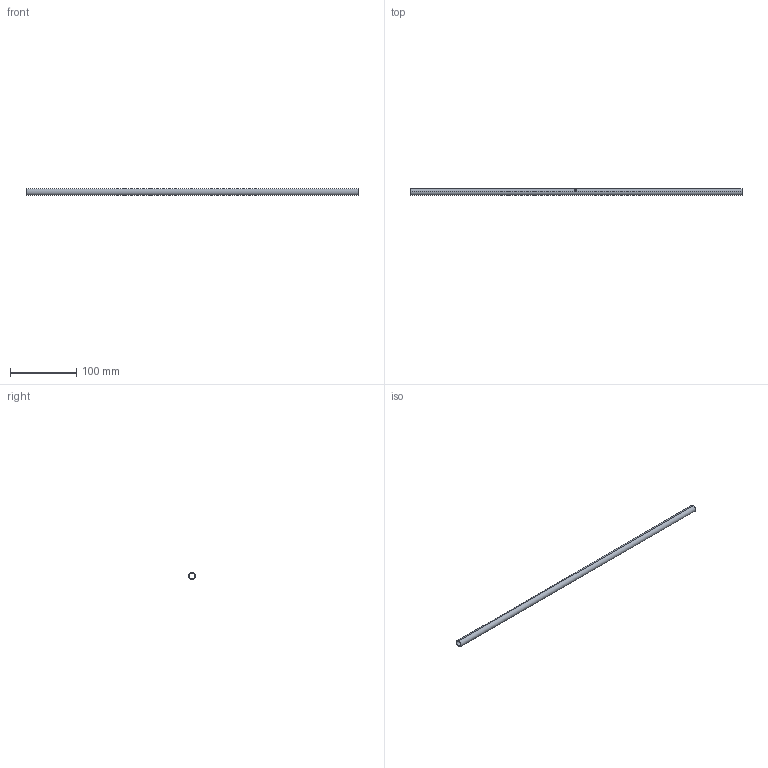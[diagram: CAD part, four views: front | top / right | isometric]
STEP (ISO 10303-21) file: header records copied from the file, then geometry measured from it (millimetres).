
FILE_DESCRIPTION (( 'STEP AP203' ), '1' );
FILE_NAME ('07fe.STEP', '2022-08-13T13:56:41', ( '' ), ( '' ), 'SwSTEP 2.0', 'SolidWorks 2019', '' );
FILE_SCHEMA (( 'CONFIG_CONTROL_DESIGN' ));
Length unit declared in the file: millimetre
Products named in the file (1): 07fe
Bounding box: 500 x 10 x 10 mm (x, y, z)
Volume: 14135.5 mm3; surface area: 28347.9 mm2
Topology: 1 solids, 1 shells, 89 faces, 234 edges, 156 vertices
Faces by surface type: bspline 42, plane 34, cylinder 13
Entity records: 6438 total; most frequent: CARTESIAN_POINT 4499, ORIENTED_EDGE 468, DIRECTION 242, EDGE_CURVE 234, VERTEX_POINT 156, B_SPLINE_CURVE_WITH_KNOTS 136, EDGE_LOOP 100, AXIS2_PLACEMENT_3D 96
